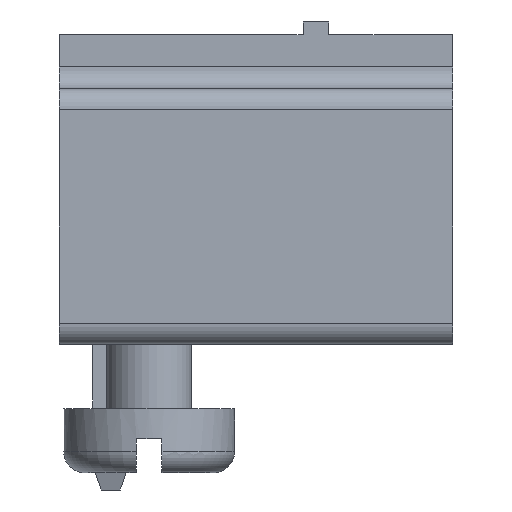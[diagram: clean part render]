
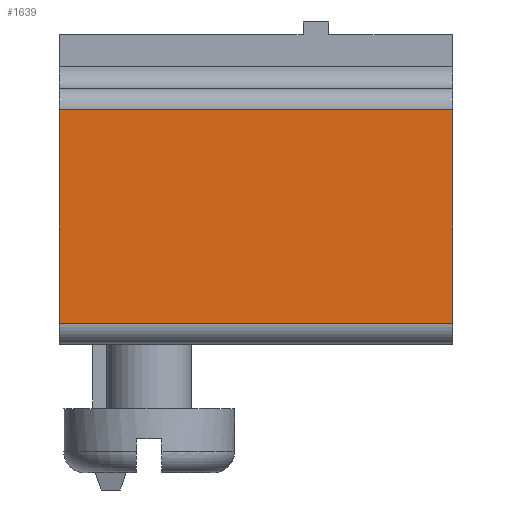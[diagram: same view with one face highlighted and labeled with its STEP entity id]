
A CAD part, left-side view. The second image highlights one B-rep face of the part: STEP entity #1639.
In plain terms, the highlighted planar face has unit normal (-1, 0, 0).
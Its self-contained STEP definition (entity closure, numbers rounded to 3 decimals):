
#32 = PLANE('',#33);
#33 = AXIS2_PLACEMENT_3D('',#34,#35,#36);
#34 = CARTESIAN_POINT('',(-7.1,1.2,0.));
#35 = DIRECTION('',(0.,1.,0.));
#36 = DIRECTION('',(-1.,0.,0.));
#57 = VERTEX_POINT('',#58);
#58 = CARTESIAN_POINT('',(-7.1,1.2,0.5));
#73 = CYLINDRICAL_SURFACE('',#74,0.5);
#74 = AXIS2_PLACEMENT_3D('',#75,#76,#77);
#75 = CARTESIAN_POINT('',(-6.6,1.2,0.5));
#76 = DIRECTION('',(0.,-1.,0.));
#77 = DIRECTION('',(0.,0.,-1.));
#85 = EDGE_CURVE('',#86,#57,#88,.T.);
#86 = VERTEX_POINT('',#87);
#87 = CARTESIAN_POINT('',(-7.1,1.2,5.5));
#88 = SURFACE_CURVE('',#89,(#93,#100),.PCURVE_S1.);
#89 = LINE('',#90,#91);
#90 = CARTESIAN_POINT('',(-7.1,1.2,6.));
#91 = VECTOR('',#92,1.);
#92 = DIRECTION('',(0.,0.,-1.));
#93 = PCURVE('',#32,#94);
#94 = DEFINITIONAL_REPRESENTATION('',(#95),#99);
#95 = LINE('',#96,#97);
#96 = CARTESIAN_POINT('',(0.,6.));
#97 = VECTOR('',#98,1.);
#98 = DIRECTION('',(0.,-1.));
#99 = ( GEOMETRIC_REPRESENTATION_CONTEXT(2)
PARAMETRIC_REPRESENTATION_CONTEXT() REPRESENTATION_CONTEXT('2D SPACE',''
) );
#100 = PCURVE('',#101,#106);
#101 = PLANE('',#102);
#102 = AXIS2_PLACEMENT_3D('',#103,#104,#105);
#103 = CARTESIAN_POINT('',(-7.1,1.2,6.));
#104 = DIRECTION('',(1.,0.,0.));
#105 = DIRECTION('',(0.,0.,-1.));
#106 = DEFINITIONAL_REPRESENTATION('',(#107),#111);
#107 = LINE('',#108,#109);
#108 = CARTESIAN_POINT('',(0.,0.));
#109 = VECTOR('',#110,1.);
#110 = DIRECTION('',(1.,0.));
#111 = ( GEOMETRIC_REPRESENTATION_CONTEXT(2)
PARAMETRIC_REPRESENTATION_CONTEXT() REPRESENTATION_CONTEXT('2D SPACE',''
) );
#134 = CYLINDRICAL_SURFACE('',#135,0.5);
#135 = AXIS2_PLACEMENT_3D('',#136,#137,#138);
#136 = CARTESIAN_POINT('',(-6.6,1.2,5.5));
#137 = DIRECTION('',(0.,-1.,0.));
#138 = DIRECTION('',(0.,0.,1.));
#479 = PLANE('',#480);
#480 = AXIS2_PLACEMENT_3D('',#481,#482,#483);
#481 = CARTESIAN_POINT('',(-7.1,-8.,0.));
#482 = DIRECTION('',(0.,1.,0.));
#483 = DIRECTION('',(-1.,0.,0.));
#1540 = EDGE_CURVE('',#57,#1541,#1543,.T.);
#1541 = VERTEX_POINT('',#1542);
#1542 = CARTESIAN_POINT('',(-7.1,-8.,0.5));
#1543 = SURFACE_CURVE('',#1544,(#1548,#1555),.PCURVE_S1.);
#1544 = LINE('',#1545,#1546);
#1545 = CARTESIAN_POINT('',(-7.1,1.2,0.5));
#1546 = VECTOR('',#1547,1.);
#1547 = DIRECTION('',(0.,-1.,0.));
#1548 = PCURVE('',#73,#1549);
#1549 = DEFINITIONAL_REPRESENTATION('',(#1550),#1554);
#1550 = LINE('',#1551,#1552);
#1551 = CARTESIAN_POINT('',(-1.571,0.));
#1552 = VECTOR('',#1553,1.);
#1553 = DIRECTION('',(0.,1.));
#1554 = ( GEOMETRIC_REPRESENTATION_CONTEXT(2)
PARAMETRIC_REPRESENTATION_CONTEXT() REPRESENTATION_CONTEXT('2D SPACE',''
) );
#1555 = PCURVE('',#101,#1556);
#1556 = DEFINITIONAL_REPRESENTATION('',(#1557),#1561);
#1557 = LINE('',#1558,#1559);
#1558 = CARTESIAN_POINT('',(5.5,0.));
#1559 = VECTOR('',#1560,1.);
#1560 = DIRECTION('',(0.,-1.));
#1561 = ( GEOMETRIC_REPRESENTATION_CONTEXT(2)
PARAMETRIC_REPRESENTATION_CONTEXT() REPRESENTATION_CONTEXT('2D SPACE',''
) );
#1639 = ADVANCED_FACE('',(#1640),#101,.F.);
#1640 = FACE_BOUND('',#1641,.F.);
#1641 = EDGE_LOOP('',(#1642,#1643,#1666,#1687));
#1642 = ORIENTED_EDGE('',*,*,#85,.F.);
#1643 = ORIENTED_EDGE('',*,*,#1644,.T.);
#1644 = EDGE_CURVE('',#86,#1645,#1647,.T.);
#1645 = VERTEX_POINT('',#1646);
#1646 = CARTESIAN_POINT('',(-7.1,-8.,5.5));
#1647 = SURFACE_CURVE('',#1648,(#1652,#1659),.PCURVE_S1.);
#1648 = LINE('',#1649,#1650);
#1649 = CARTESIAN_POINT('',(-7.1,1.2,5.5));
#1650 = VECTOR('',#1651,1.);
#1651 = DIRECTION('',(0.,-1.,0.));
#1652 = PCURVE('',#101,#1653);
#1653 = DEFINITIONAL_REPRESENTATION('',(#1654),#1658);
#1654 = LINE('',#1655,#1656);
#1655 = CARTESIAN_POINT('',(0.5,0.));
#1656 = VECTOR('',#1657,1.);
#1657 = DIRECTION('',(0.,-1.));
#1658 = ( GEOMETRIC_REPRESENTATION_CONTEXT(2)
PARAMETRIC_REPRESENTATION_CONTEXT() REPRESENTATION_CONTEXT('2D SPACE',''
) );
#1659 = PCURVE('',#134,#1660);
#1660 = DEFINITIONAL_REPRESENTATION('',(#1661),#1665);
#1661 = LINE('',#1662,#1663);
#1662 = CARTESIAN_POINT('',(1.571,0.));
#1663 = VECTOR('',#1664,1.);
#1664 = DIRECTION('',(0.,1.));
#1665 = ( GEOMETRIC_REPRESENTATION_CONTEXT(2)
PARAMETRIC_REPRESENTATION_CONTEXT() REPRESENTATION_CONTEXT('2D SPACE',''
) );
#1666 = ORIENTED_EDGE('',*,*,#1667,.T.);
#1667 = EDGE_CURVE('',#1645,#1541,#1668,.T.);
#1668 = SURFACE_CURVE('',#1669,(#1673,#1680),.PCURVE_S1.);
#1669 = LINE('',#1670,#1671);
#1670 = CARTESIAN_POINT('',(-7.1,-8.,6.));
#1671 = VECTOR('',#1672,1.);
#1672 = DIRECTION('',(0.,0.,-1.));
#1673 = PCURVE('',#101,#1674);
#1674 = DEFINITIONAL_REPRESENTATION('',(#1675),#1679);
#1675 = LINE('',#1676,#1677);
#1676 = CARTESIAN_POINT('',(0.,-9.2));
#1677 = VECTOR('',#1678,1.);
#1678 = DIRECTION('',(1.,0.));
#1679 = ( GEOMETRIC_REPRESENTATION_CONTEXT(2)
PARAMETRIC_REPRESENTATION_CONTEXT() REPRESENTATION_CONTEXT('2D SPACE',''
) );
#1680 = PCURVE('',#479,#1681);
#1681 = DEFINITIONAL_REPRESENTATION('',(#1682),#1686);
#1682 = LINE('',#1683,#1684);
#1683 = CARTESIAN_POINT('',(0.,6.));
#1684 = VECTOR('',#1685,1.);
#1685 = DIRECTION('',(0.,-1.));
#1686 = ( GEOMETRIC_REPRESENTATION_CONTEXT(2)
PARAMETRIC_REPRESENTATION_CONTEXT() REPRESENTATION_CONTEXT('2D SPACE',''
) );
#1687 = ORIENTED_EDGE('',*,*,#1540,.F.);
